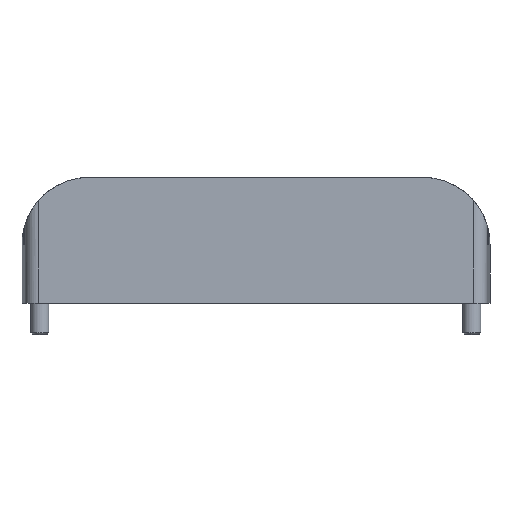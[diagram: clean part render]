
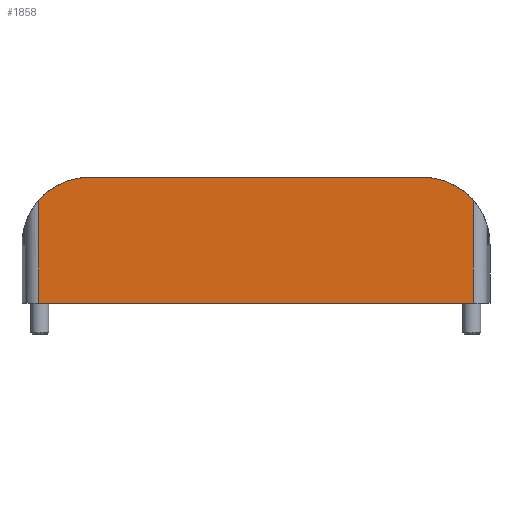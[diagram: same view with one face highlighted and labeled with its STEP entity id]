
A CAD part, front view. The second image highlights one B-rep face of the part: STEP entity #1858.
In plain terms, the highlighted planar face has unit normal (0, -1, 0).
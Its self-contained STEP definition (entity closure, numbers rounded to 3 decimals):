
#110=CIRCLE('',#2004,15.);
#111=CIRCLE('',#2005,15.);
#199=ORIENTED_EDGE('',*,*,#711,.F.);
#200=ORIENTED_EDGE('',*,*,#712,.F.);
#201=ORIENTED_EDGE('',*,*,#713,.F.);
#202=ORIENTED_EDGE('',*,*,#714,.F.);
#203=ORIENTED_EDGE('',*,*,#715,.T.);
#204=ORIENTED_EDGE('',*,*,#716,.T.);
#711=EDGE_CURVE('',#967,#968,#1151,.T.);
#712=EDGE_CURVE('',#969,#967,#110,.T.);
#713=EDGE_CURVE('',#970,#969,#1152,.T.);
#714=EDGE_CURVE('',#971,#970,#111,.T.);
#715=EDGE_CURVE('',#971,#972,#1153,.T.);
#716=EDGE_CURVE('',#972,#968,#1154,.T.);
#967=VERTEX_POINT('',#2814);
#968=VERTEX_POINT('',#2815);
#969=VERTEX_POINT('',#2817);
#970=VERTEX_POINT('',#2819);
#971=VERTEX_POINT('',#2821);
#972=VERTEX_POINT('',#2823);
#1151=LINE('',#2813,#1300);
#1152=LINE('',#2818,#1301);
#1153=LINE('',#2822,#1302);
#1154=LINE('',#2824,#1303);
#1300=VECTOR('',#2226,1000.);
#1301=VECTOR('',#2229,1000.);
#1302=VECTOR('',#2232,1000.);
#1303=VECTOR('',#2233,1000.);
#1449=EDGE_LOOP('',(#199,#200,#201,#202,#203,#204));
#1618=FACE_BOUND('',#1449,.T.);
#1788=PLANE('',#2003);
#1858=ADVANCED_FACE('',(#1618),#1788,.F.);
#2003=AXIS2_PLACEMENT_3D('',#2812,#2224,#2225);
#2004=AXIS2_PLACEMENT_3D('',#2816,#2227,#2228);
#2005=AXIS2_PLACEMENT_3D('',#2820,#2230,#2231);
#2224=DIRECTION('',(0.,1.,0.));
#2225=DIRECTION('',(0.,0.,1.));
#2226=DIRECTION('',(0.,0.,-1.));
#2227=DIRECTION('',(0.,1.,0.));
#2228=DIRECTION('',(1.,0.,0.));
#2229=DIRECTION('',(1.,0.,0.));
#2230=DIRECTION('',(0.,1.,0.));
#2231=DIRECTION('',(1.,0.,0.));
#2232=DIRECTION('',(0.,0.,-1.));
#2233=DIRECTION('',(1.,0.,0.));
#2812=CARTESIAN_POINT('',(-51.3,0.,28.));
#2813=CARTESIAN_POINT('',(48.331,0.,28.));
#2814=CARTESIAN_POINT('',(48.331,0.,22.829));
#2815=CARTESIAN_POINT('',(48.331,0.,0.));
#2816=CARTESIAN_POINT('',(37.,0.,13.));
#2817=CARTESIAN_POINT('',(37.,0.,28.));
#2818=CARTESIAN_POINT('',(-51.3,0.,28.));
#2819=CARTESIAN_POINT('',(-37.,0.,28.));
#2820=CARTESIAN_POINT('',(-37.,0.,13.));
#2821=CARTESIAN_POINT('',(-48.331,0.,22.829));
#2822=CARTESIAN_POINT('',(-48.331,0.,28.));
#2823=CARTESIAN_POINT('',(-48.331,0.,0.));
#2824=CARTESIAN_POINT('',(-51.3,0.,0.));
